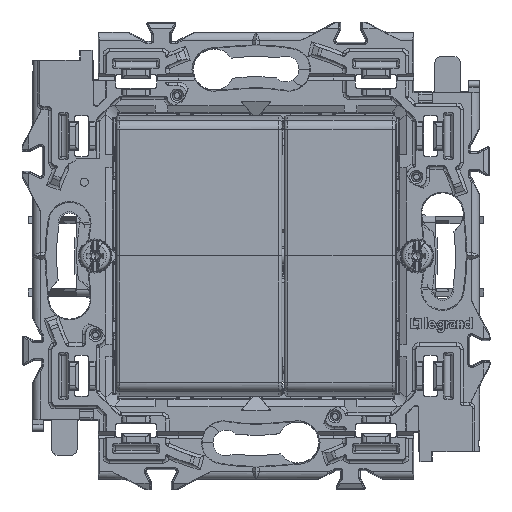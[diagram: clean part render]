
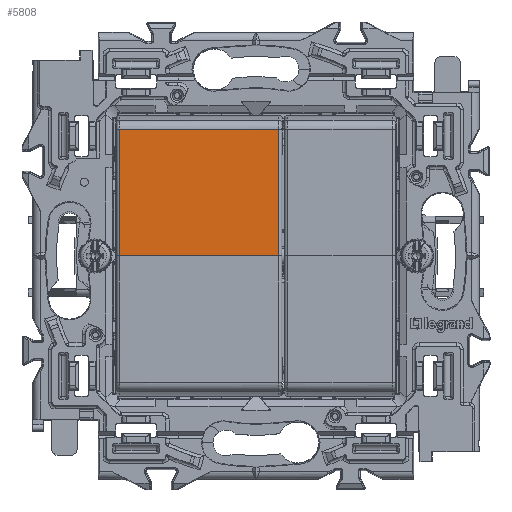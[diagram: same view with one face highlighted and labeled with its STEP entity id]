
A CAD part, top view. The second image highlights one B-rep face of the part: STEP entity #5808.
In plain terms, the highlighted planar face has unit normal (0, 0, 1).
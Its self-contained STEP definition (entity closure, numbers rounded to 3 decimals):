
#5788=AXIS2_PLACEMENT_3D('Plane Axis2P3D',#5785,#5786,#5787) ;
#4596=CARTESIAN_POINT('Vertex',(3.579,20.058,11.247)) ;
#4906=CARTESIAN_POINT('Vertex',(-21.613,20.058,11.247)) ;
#4909=CARTESIAN_POINT('Line Origine',(0.,20.058,11.247)) ;
#4997=CARTESIAN_POINT('Vertex',(3.579,0.,11.247)) ;
#5000=CARTESIAN_POINT('Line Origine',(3.579,0.,11.247)) ;
#5785=CARTESIAN_POINT('Axis2P3D Location',(0.,-25.048,11.247)) ;
#5790=CARTESIAN_POINT('Line Origine',(-21.613,10.029,11.247)) ;
#5794=CARTESIAN_POINT('Vertex',(-21.613,0.,11.247)) ;
#5797=CARTESIAN_POINT('Line Origine',(-9.017,0.,11.247)) ;
#4910=DIRECTION('Vector Direction',(1.,0.,0.)) ;
#5001=DIRECTION('Vector Direction',(0.,1.,0.)) ;
#5786=DIRECTION('Axis2P3D Direction',(0.,0.,-1.)) ;
#5787=DIRECTION('Axis2P3D XDirection',(0.,1.,0.)) ;
#5791=DIRECTION('Vector Direction',(0.,-1.,0.)) ;
#5798=DIRECTION('Vector Direction',(-1.,0.,0.)) ;
#4911=VECTOR('Line Direction',#4910,1.) ;
#5002=VECTOR('Line Direction',#5001,1.) ;
#5792=VECTOR('Line Direction',#5791,1.) ;
#5799=VECTOR('Line Direction',#5798,1.) ;
#5803=ORIENTED_EDGE('',*,*,#5004,.T.) ;
#5804=ORIENTED_EDGE('',*,*,#4913,.T.) ;
#5805=ORIENTED_EDGE('',*,*,#5796,.F.) ;
#5806=ORIENTED_EDGE('',*,*,#5801,.F.) ;
#5808=ADVANCED_FACE('Corps principal',(#5807),#5789,.F.) ;
#4913=EDGE_CURVE('',#4597,#4907,#4912,.F.) ;
#5004=EDGE_CURVE('',#4998,#4597,#5003,.T.) ;
#5796=EDGE_CURVE('',#5795,#4907,#5793,.F.) ;
#5801=EDGE_CURVE('',#4998,#5795,#5800,.T.) ;
#5802=EDGE_LOOP('',(#5803,#5804,#5805,#5806)) ;
#5807=FACE_OUTER_BOUND('',#5802,.T.) ;
#4912=LINE('Line',#4909,#4911) ;
#5003=LINE('Line',#5000,#5002) ;
#5793=LINE('Line',#5790,#5792) ;
#5800=LINE('Line',#5797,#5799) ;
#5789=PLANE('',#5788) ;
#4597=VERTEX_POINT('',#4596) ;
#4907=VERTEX_POINT('',#4906) ;
#4998=VERTEX_POINT('',#4997) ;
#5795=VERTEX_POINT('',#5794) ;
